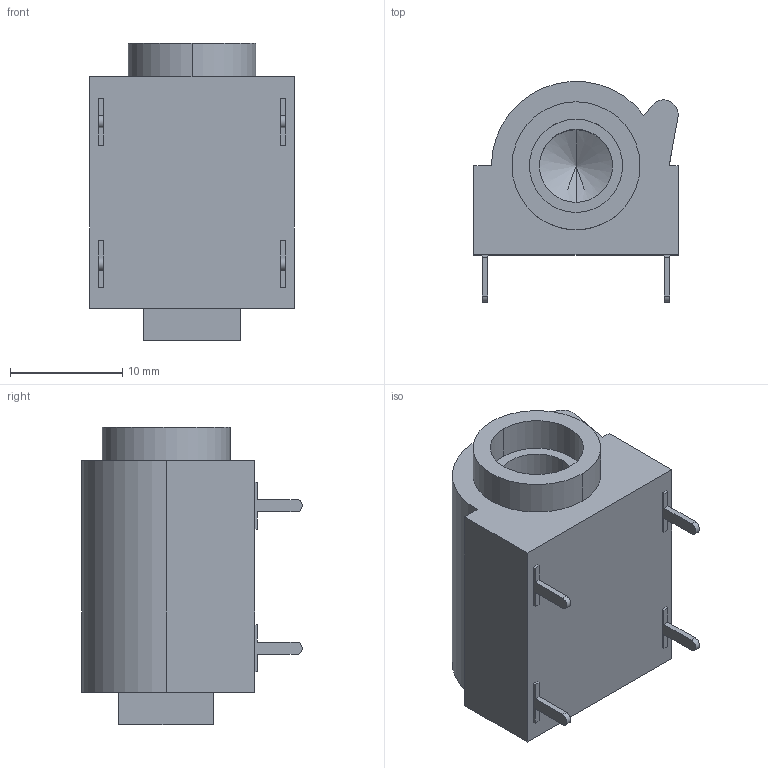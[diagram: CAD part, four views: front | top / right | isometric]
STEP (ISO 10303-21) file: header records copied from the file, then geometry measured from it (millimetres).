
FILE_DESCRIPTION(('FreeCAD Model'),'2;1');
FILE_NAME('Open CASCADE Shape Model','2023-08-28T11:42:05',(''),(''), 'Open CASCADE STEP processor 7.6','FreeCAD','Unknown');
FILE_SCHEMA(('AUTOMOTIVE_DESIGN { 1 0 10303 214 1 1 1 1 }'));
Length unit declared in the file: millimetre
Products named in the file (1): D-NMJ4HCD2
Bounding box: 18.2 x 19.65 x 26.53 mm (x, y, z)
Volume: 4656.4 mm3; surface area: 2598.7 mm2
Topology: 1 solids, 1 shells, 62 faces, 161 edges, 107 vertices
Faces by surface type: plane 48, cylinder 12, cone 2
Entity records: 4086 total; most frequent: CARTESIAN_POINT 815, DIRECTION 613, LINE 425, VECTOR 425, ORIENTED_EDGE 318, PCURVE 318, DEFINITIONAL_REPRESENTATION 318, EDGE_CURVE 159
